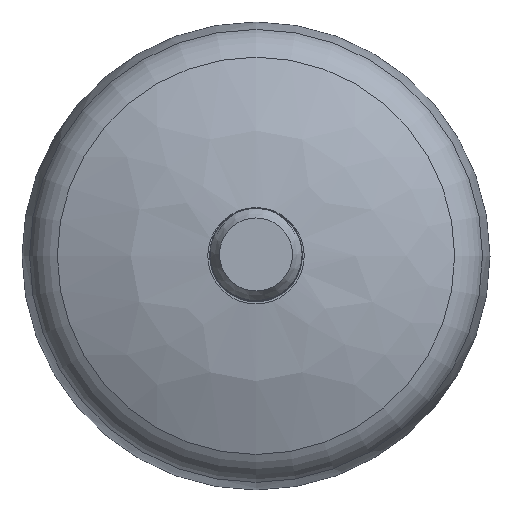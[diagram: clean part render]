
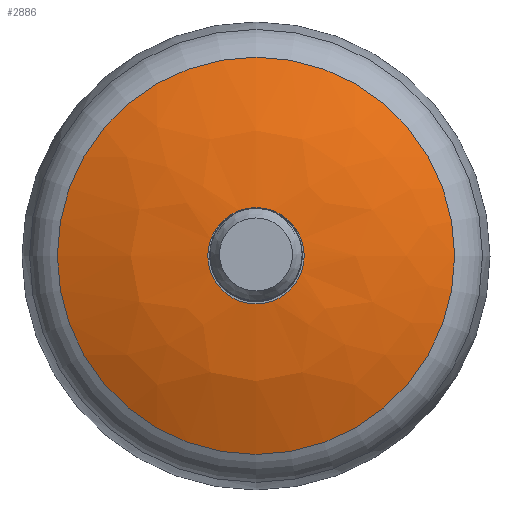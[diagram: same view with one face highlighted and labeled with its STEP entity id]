
A CAD part, top view. The second image highlights one B-rep face of the part: STEP entity #2886.
In plain terms, the highlighted free-form (B-spline) face has degree [2, 2] with [3, 9] control points.
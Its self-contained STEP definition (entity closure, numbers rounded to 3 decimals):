
#19=(
BOUNDED_SURFACE()
B_SPLINE_SURFACE(2,2,((#11387,#11388,#11389,#11390,#11391,#11392,#11393,
#11394,#11395),(#11396,#11397,#11398,#11399,#11400,#11401,#11402,#11403,
#11404),(#11405,#11406,#11407,#11408,#11409,#11410,#11411,#11412,#11413)),
 .UNSPECIFIED.,.F.,.T.,.F.)
B_SPLINE_SURFACE_WITH_KNOTS((3,3),(3,2,2,2,3),(-1.52,-1.133),
(-3.142,-1.571,0.,1.571,3.142),
 .UNSPECIFIED.)
GEOMETRIC_REPRESENTATION_ITEM()
RATIONAL_B_SPLINE_SURFACE(((1.,0.707,1.,0.707,1.,
0.707,1.,0.707,1.),(0.981,0.694,
0.981,0.694,0.981,0.694,0.981,
0.694,0.981),(1.,0.707,1.,0.707,
1.,0.707,1.,0.707,1.)))
REPRESENTATION_ITEM('')
SURFACE()
);
#215=FACE_OUTER_BOUND('',#375,.T.);
#375=EDGE_LOOP('',(#2591,#2592,#2593,#2594));
#408=CIRCLE('',#3061,5.15);
#409=CIRCLE('',#3062,21.22);
#410=CIRCLE('',#3063,43.108);
#1262=VERTEX_POINT('',#11385);
#1263=VERTEX_POINT('',#11414);
#1706=EDGE_CURVE('',#1262,#1262,#408,.T.);
#1707=EDGE_CURVE('',#1263,#1263,#409,.T.);
#1708=EDGE_CURVE('',#1263,#1262,#410,.T.);
#2591=ORIENTED_EDGE('',*,*,#1707,.F.);
#2592=ORIENTED_EDGE('',*,*,#1708,.T.);
#2593=ORIENTED_EDGE('',*,*,#1706,.T.);
#2594=ORIENTED_EDGE('',*,*,#1708,.F.);
#2886=ADVANCED_FACE('',(#215),#19,.F.);
#3061=AXIS2_PLACEMENT_3D('',#11386,#3521,#3522);
#3062=AXIS2_PLACEMENT_3D('',#11415,#3523,#3524);
#3063=AXIS2_PLACEMENT_3D('',#11416,#3525,#3526);
#3521=DIRECTION('center_axis',(0.,0.,-1.));
#3522=DIRECTION('ref_axis',(1.,0.,0.));
#3523=DIRECTION('center_axis',(0.,0.,-1.));
#3524=DIRECTION('ref_axis',(1.,0.,0.));
#3525=DIRECTION('center_axis',(0.,-1.,0.));
#3526=DIRECTION('ref_axis',(1.,0.,0.));
#11385=CARTESIAN_POINT('',(5.15,0.,13.197));
#11386=CARTESIAN_POINT('Origin',(0.,0.,13.197));
#11387=CARTESIAN_POINT('Ctrl Pts',(5.15,0.,13.197));
#11388=CARTESIAN_POINT('Ctrl Pts',(5.15,-5.15,13.197));
#11389=CARTESIAN_POINT('Ctrl Pts',(0.,-5.15,13.197));
#11390=CARTESIAN_POINT('Ctrl Pts',(-5.15,-5.15,
13.197));
#11391=CARTESIAN_POINT('Ctrl Pts',(-5.15,0.,13.197));
#11392=CARTESIAN_POINT('Ctrl Pts',(-5.15,5.15,13.197));
#11393=CARTESIAN_POINT('Ctrl Pts',(0.,5.15,13.197));
#11394=CARTESIAN_POINT('Ctrl Pts',(5.15,5.15,13.197));
#11395=CARTESIAN_POINT('Ctrl Pts',(5.15,0.,13.197));
#11396=CARTESIAN_POINT('Ctrl Pts',(13.577,0.,12.769));
#11397=CARTESIAN_POINT('Ctrl Pts',(13.577,-13.577,12.769));
#11398=CARTESIAN_POINT('Ctrl Pts',(0.,-13.577,12.769));
#11399=CARTESIAN_POINT('Ctrl Pts',(-13.577,-13.577,
12.769));
#11400=CARTESIAN_POINT('Ctrl Pts',(-13.577,0.,12.769));
#11401=CARTESIAN_POINT('Ctrl Pts',(-13.577,13.577,12.769));
#11402=CARTESIAN_POINT('Ctrl Pts',(0.,13.577,12.769));
#11403=CARTESIAN_POINT('Ctrl Pts',(13.577,13.577,12.769));
#11404=CARTESIAN_POINT('Ctrl Pts',(13.577,0.,12.769));
#11405=CARTESIAN_POINT('Ctrl Pts',(21.22,0.,9.195));
#11406=CARTESIAN_POINT('Ctrl Pts',(21.22,-21.22,9.195));
#11407=CARTESIAN_POINT('Ctrl Pts',(0.,-21.22,9.195));
#11408=CARTESIAN_POINT('Ctrl Pts',(-21.22,-21.22,
9.195));
#11409=CARTESIAN_POINT('Ctrl Pts',(-21.22,0.,9.195));
#11410=CARTESIAN_POINT('Ctrl Pts',(-21.22,21.22,9.195));
#11411=CARTESIAN_POINT('Ctrl Pts',(0.,21.22,9.195));
#11412=CARTESIAN_POINT('Ctrl Pts',(21.22,21.22,9.195));
#11413=CARTESIAN_POINT('Ctrl Pts',(21.22,0.,9.195));
#11414=CARTESIAN_POINT('',(21.22,0.,9.195));
#11415=CARTESIAN_POINT('Origin',(0.,0.,9.195));
#11416=CARTESIAN_POINT('Origin',(2.961,0.,
-29.855));
